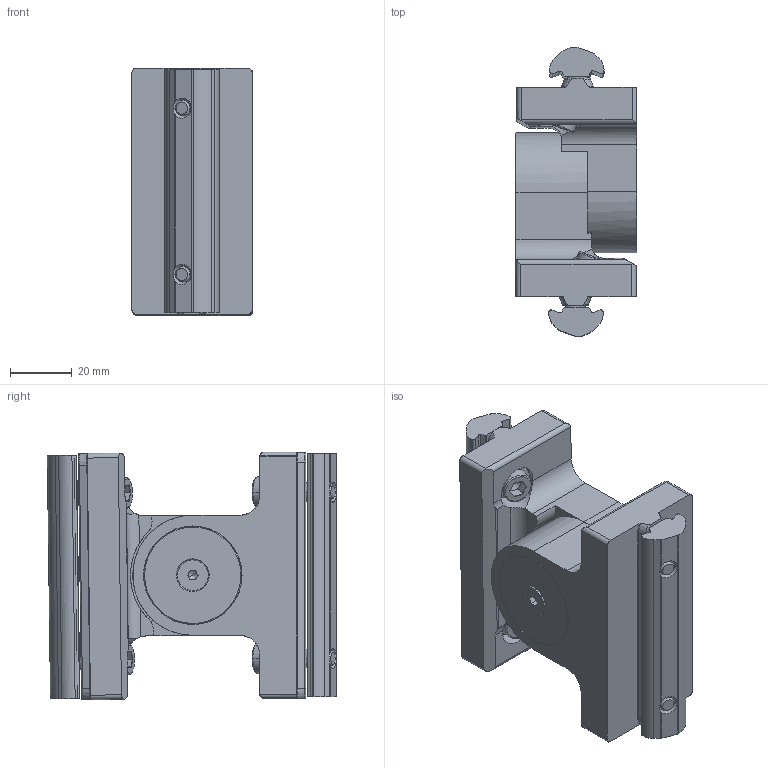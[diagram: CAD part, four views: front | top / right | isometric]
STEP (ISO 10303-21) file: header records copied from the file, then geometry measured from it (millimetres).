
FILE_DESCRIPTION (( 'STEP AP214' ), '1' );
FILE_NAME ('40mm Pivot Bracket Profile to Profile Mount Kit(40MPI-0411-016-04).STEP', '2023-09-06T16:36:12', ( '' ), ( '' ), 'SwSTEP 2.0', 'SolidWorks 2020', '' );
FILE_SCHEMA (( 'AUTOMOTIVE_DESIGN' ));
Length unit declared in the file: millimetre
Products named in the file (3): 40mm Pivot Bracket Profile Mount Axle Side_Standard; 40mm Pivot Bracket Profile to Profile Mount Kit(40MPI-0411-016-04); 40mm Pivot Bracket Profile Mount Bearing Side_Standard
Assembly tree (2 placements, depth 2):
  40mm Pivot Bracket Profile to Profile Mount Kit(40MPI-0411-016-04)
    40mm Pivot Bracket Profile Mount Bearing Side_Standard
    40mm Pivot Bracket Profile Mount Axle Side_Standard
Bounding box: 39.52 x 93.99 x 80.48 mm (x, y, z)
Volume: 152231 mm3; surface area: 57136.4 mm2
Topology: 16 solids, 17 shells, 594 faces, 1390 edges, 840 vertices
Faces by surface type: cylinder 229, plane 162, cone 107, torus 96
Entity records: 23959 total; most frequent: CARTESIAN_POINT 3511, DIRECTION 3057, ORIENTED_EDGE 2748, EDGE_CURVE 1374, AXIS2_PLACEMENT_3D 1230, VERTEX_POINT 840, EDGE_LOOP 654, CIRCLE 631
